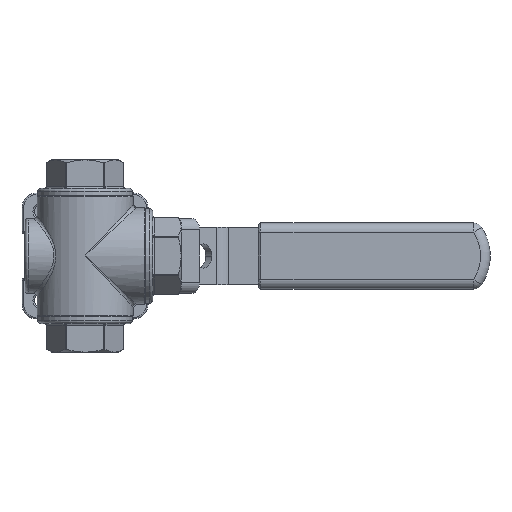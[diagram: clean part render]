
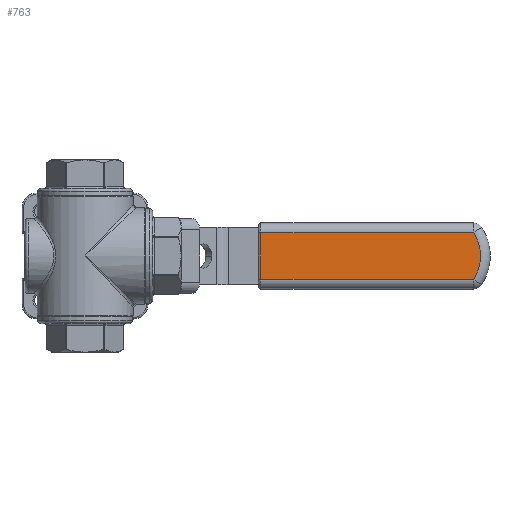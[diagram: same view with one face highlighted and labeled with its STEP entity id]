
A CAD part, front view. The second image highlights one B-rep face of the part: STEP entity #763.
In plain terms, the highlighted planar face has unit normal (0, -1, 0).
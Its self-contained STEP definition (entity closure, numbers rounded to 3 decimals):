
#473 = VERTEX_POINT ( 'NONE', #6404 ) ;
#478 = VERTEX_POINT ( 'NONE', #6393 ) ;
#504 = EDGE_CURVE ( 'NONE', #478, #473, #6480, .T. ) ;
#763 = ADVANCED_FACE ( 'NONE', ( #7346 ), #7384, .F. ) ;
#764 = ORIENTED_EDGE ( 'NONE', *, *, #769, .T. ) ;
#769 = EDGE_CURVE ( 'NONE', #473, #776, #7441, .T. ) ;
#774 = EDGE_LOOP ( 'NONE', ( #764, #785, #784, #780 ) ) ;
#776 = VERTEX_POINT ( 'NONE', #7465 ) ;
#777 = VERTEX_POINT ( 'NONE', #7464 ) ;
#780 = ORIENTED_EDGE ( 'NONE', *, *, #504, .T. ) ;
#784 = ORIENTED_EDGE ( 'NONE', *, *, #807, .T. ) ;
#785 = ORIENTED_EDGE ( 'NONE', *, *, #800, .T. ) ;
#800 = EDGE_CURVE ( 'NONE', #776, #777, #7542, .T. ) ;
#807 = EDGE_CURVE ( 'NONE', #777, #478, #7571, .T. ) ;
#6393 = CARTESIAN_POINT ( 'NONE',  ( 129.485, 51.8, -7.8 ) ) ;
#6404 = CARTESIAN_POINT ( 'NONE',  ( 129.485, 51.8, 7.8 ) ) ;
#6476 = DIRECTION ( 'NONE',  ( -1., 0., 0. ) ) ;
#6477 = DIRECTION ( 'NONE',  ( 0., -1., 0. ) ) ;
#6478 = CARTESIAN_POINT ( 'NONE',  ( 117.5, 51.8, 0. ) ) ;
#6479 = AXIS2_PLACEMENT_3D ( 'NONE', #6478, #6477, #6476 ) ;
#6480 = CIRCLE ( 'NONE', #6479, 14.3 ) ;
#7346 = FACE_OUTER_BOUND ( 'NONE', #774, .T. ) ;
#7380 = DIRECTION ( 'NONE',  ( -1., 0., 0. ) ) ;
#7381 = DIRECTION ( 'NONE',  ( 0., 1., 0. ) ) ;
#7382 = CARTESIAN_POINT ( 'NONE',  ( 135., 51.8, 11. ) ) ;
#7383 = AXIS2_PLACEMENT_3D ( 'NONE', #7382, #7381, #7380 ) ;
#7384 = PLANE ( 'NONE',  #7383 ) ;
#7438 = DIRECTION ( 'NONE',  ( -1., 0., 0. ) ) ;
#7439 = VECTOR ( 'NONE', #7438, 1000. ) ;
#7440 = CARTESIAN_POINT ( 'NONE',  ( 135., 51.8, 7.8 ) ) ;
#7441 = LINE ( 'NONE', #7440, #7439 ) ;
#7464 = CARTESIAN_POINT ( 'NONE',  ( 58.599, 51.8, -7.8 ) ) ;
#7465 = CARTESIAN_POINT ( 'NONE',  ( 58.599, 51.8, 7.8 ) ) ;
#7539 = DIRECTION ( 'NONE',  ( 0., 0., -1. ) ) ;
#7540 = VECTOR ( 'NONE', #7539, 1000. ) ;
#7541 = CARTESIAN_POINT ( 'NONE',  ( 58.599, 51.8, 11. ) ) ;
#7542 = LINE ( 'NONE', #7541, #7540 ) ;
#7568 = DIRECTION ( 'NONE',  ( 1., 0., 0. ) ) ;
#7569 = VECTOR ( 'NONE', #7568, 1000. ) ;
#7570 = CARTESIAN_POINT ( 'NONE',  ( 131.111, 51.8, -7.8 ) ) ;
#7571 = LINE ( 'NONE', #7570, #7569 ) ;
